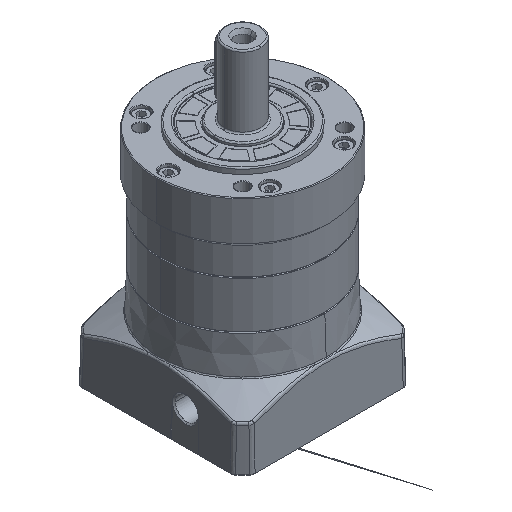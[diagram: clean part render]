
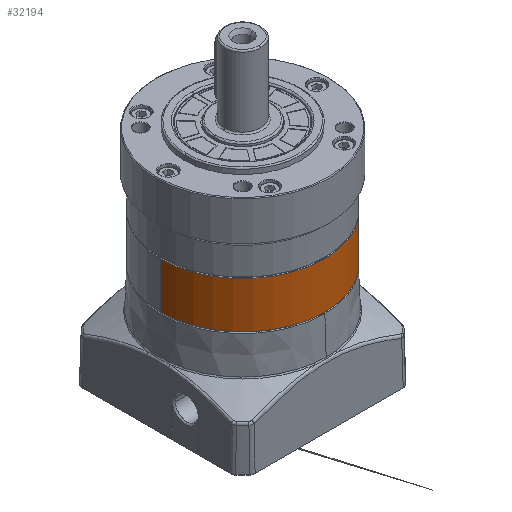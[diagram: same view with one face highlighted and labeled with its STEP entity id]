
A CAD part, isometric view. The second image highlights one B-rep face of the part: STEP entity #32194.
In plain terms, the highlighted cylindrical face has radius 57 mm (diameter 114 mm), a partial arc.
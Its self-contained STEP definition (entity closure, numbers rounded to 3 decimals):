
#1031 = FACE_OUTER_BOUND ( 'NONE', #33141, .T. ) ;
#1403 = CARTESIAN_POINT ( 'NONE',  ( 0., -57., 0.5 ) ) ;
#1453 = DIRECTION ( 'NONE',  ( 0., 0., -1. ) ) ;
#1544 = CYLINDRICAL_SURFACE ( 'NONE', #22715, 57. ) ;
#2993 = CARTESIAN_POINT ( 'NONE',  ( 0., 0., 32.5 ) ) ;
#3091 = CARTESIAN_POINT ( 'NONE',  ( 57., 0., 33. ) ) ;
#3131 = DIRECTION ( 'NONE',  ( 0., 0., -1. ) ) ;
#6285 = AXIS2_PLACEMENT_3D ( 'NONE', #2993, #27622, #6596 ) ;
#6437 = ORIENTED_EDGE ( 'NONE', *, *, #35498, .T. ) ;
#6596 = DIRECTION ( 'NONE',  ( 0., -1., 0. ) ) ;
#6997 = ORIENTED_EDGE ( 'NONE', *, *, #34913, .T. ) ;
#13518 = DIRECTION ( 'NONE',  ( 0., 0., 1. ) ) ;
#13936 = CIRCLE ( 'NONE', #15328, 57. ) ;
#14340 = VERTEX_POINT ( 'NONE', #30016 ) ;
#14558 = VERTEX_POINT ( 'NONE', #25636 ) ;
#15328 = AXIS2_PLACEMENT_3D ( 'NONE', #21906, #21900, #21844 ) ;
#16503 = CARTESIAN_POINT ( 'NONE',  ( -57., 0., 33. ) ) ;
#17275 = VERTEX_POINT ( 'NONE', #1403 ) ;
#17801 = CIRCLE ( 'NONE', #31258, 57. ) ;
#18393 = VERTEX_POINT ( 'NONE', #20563 ) ;
#20563 = CARTESIAN_POINT ( 'NONE',  ( 57., 0., 32.5 ) ) ;
#20589 = LINE ( 'NONE', #16503, #20726 ) ;
#20726 = VECTOR ( 'NONE', #23621, 1000. ) ;
#20835 = EDGE_CURVE ( 'NONE', #18393, #14340, #42788, .T. ) ;
#21147 = VERTEX_POINT ( 'NONE', #39351 ) ;
#21844 = DIRECTION ( 'NONE',  ( 0., -1., 0. ) ) ;
#21900 = DIRECTION ( 'NONE',  ( 0., 0., 1. ) ) ;
#21906 = CARTESIAN_POINT ( 'NONE',  ( 0., 0., 32.5 ) ) ;
#22715 = AXIS2_PLACEMENT_3D ( 'NONE', #26160, #1453, #39868 ) ;
#23447 = EDGE_CURVE ( 'NONE', #14558, #21147, #13936, .T. ) ;
#23621 = DIRECTION ( 'NONE',  ( 0., 0., -1. ) ) ;
#23676 = CIRCLE ( 'NONE', #37170, 57. ) ;
#24322 = VERTEX_POINT ( 'NONE', #44760 ) ;
#24891 = EDGE_CURVE ( 'NONE', #17275, #14340, #23676, .T. ) ;
#25636 = CARTESIAN_POINT ( 'NONE',  ( -57., 0., 32.5 ) ) ;
#26160 = CARTESIAN_POINT ( 'NONE',  ( 0., 0., 33. ) ) ;
#27622 = DIRECTION ( 'NONE',  ( 0., 0., 1. ) ) ;
#28964 = DIRECTION ( 'NONE',  ( -1., 0., 0. ) ) ;
#29011 = DIRECTION ( 'NONE',  ( 0., 0., 1. ) ) ;
#29018 = CARTESIAN_POINT ( 'NONE',  ( 0., 0., 0.5 ) ) ;
#29188 = ORIENTED_EDGE ( 'NONE', *, *, #20835, .F. ) ;
#30016 = CARTESIAN_POINT ( 'NONE',  ( 57., 0., 0.5 ) ) ;
#31258 = AXIS2_PLACEMENT_3D ( 'NONE', #34252, #13518, #37759 ) ;
#32194 = ADVANCED_FACE ( 'NONE', ( #1031 ), #1544, .T. ) ;
#33141 = EDGE_LOOP ( 'NONE', ( #29188, #44064, #39502, #6437, #6997, #37386 ) ) ;
#33652 = VECTOR ( 'NONE', #3131, 1000. ) ;
#34252 = CARTESIAN_POINT ( 'NONE',  ( 0., 0., 0.5 ) ) ;
#34913 = EDGE_CURVE ( 'NONE', #24322, #17275, #17801, .T. ) ;
#35498 = EDGE_CURVE ( 'NONE', #14558, #24322, #20589, .T. ) ;
#37170 = AXIS2_PLACEMENT_3D ( 'NONE', #29018, #29011, #28964 ) ;
#37386 = ORIENTED_EDGE ( 'NONE', *, *, #24891, .T. ) ;
#37759 = DIRECTION ( 'NONE',  ( -1., 0., 0. ) ) ;
#39325 = EDGE_CURVE ( 'NONE', #21147, #18393, #42135, .T. ) ;
#39351 = CARTESIAN_POINT ( 'NONE',  ( 0., -57., 32.5 ) ) ;
#39502 = ORIENTED_EDGE ( 'NONE', *, *, #23447, .F. ) ;
#39868 = DIRECTION ( 'NONE',  ( -1., 0., 0. ) ) ;
#42135 = CIRCLE ( 'NONE', #6285, 57. ) ;
#42788 = LINE ( 'NONE', #3091, #33652 ) ;
#44064 = ORIENTED_EDGE ( 'NONE', *, *, #39325, .F. ) ;
#44760 = CARTESIAN_POINT ( 'NONE',  ( -57., 0., 0.5 ) ) ;
